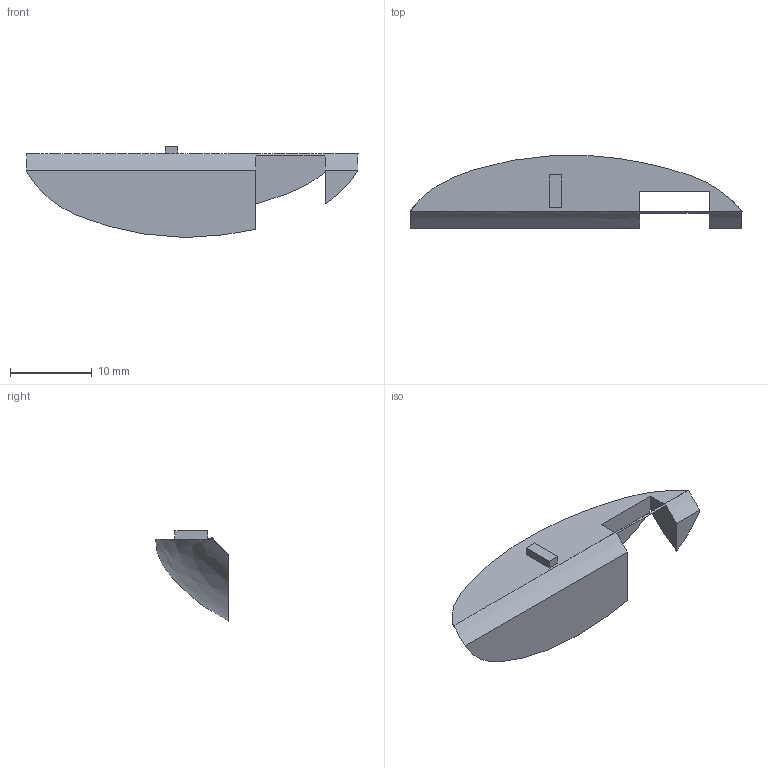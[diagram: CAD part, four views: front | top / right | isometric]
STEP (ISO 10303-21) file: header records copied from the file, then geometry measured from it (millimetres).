
FILE_DESCRIPTION (( 'STEP AP203' ), '1' );
FILE_NAME ('thigh.sldasm-Part-4_默认_sldprt.STEP', '2018-02-02T07:13:19', ( '' ), ( '' ), 'SwSTEP 2.0', 'SolidWorks 2014', '' );
FILE_SCHEMA (( 'CONFIG_CONTROL_DESIGN' ));
Length unit declared in the file: millimetre
Products named in the file (1): thigh.sldasm-Part-4_默认_sldprt
Bounding box: 40.5 x 8.84 x 11.01 mm (x, y, z)
Volume: 1294.2 mm3; surface area: 995 mm2
Topology: 1 solids, 1 shells, 15 faces, 41 edges, 27 vertices
Faces by surface type: plane 13, bspline 2
Entity records: 831 total; most frequent: CARTESIAN_POINT 405, ORIENTED_EDGE 82, DIRECTION 53, EDGE_CURVE 41, VERTEX_POINT 27, LINE 25, VECTOR 25, EDGE_LOOP 16
